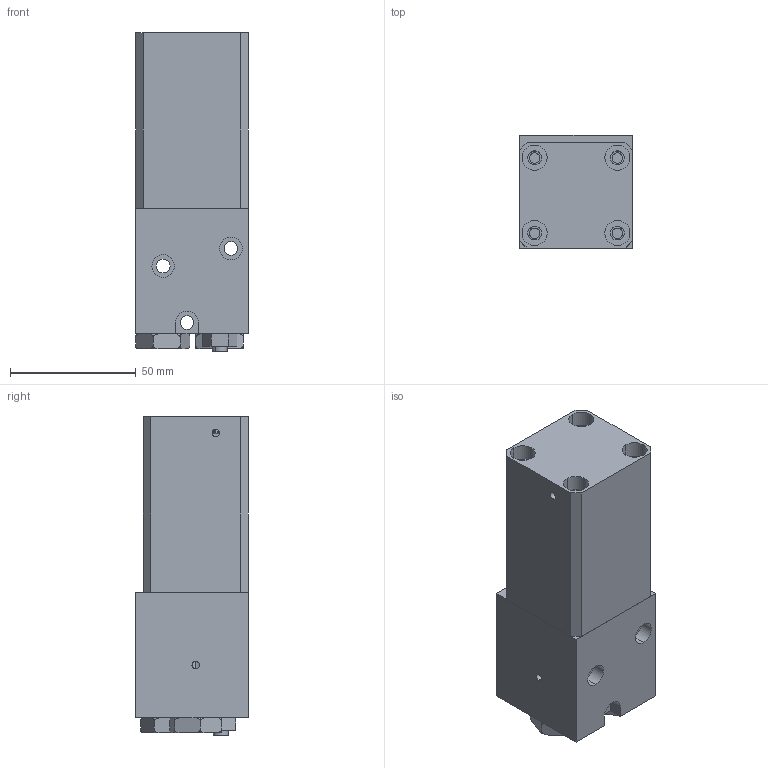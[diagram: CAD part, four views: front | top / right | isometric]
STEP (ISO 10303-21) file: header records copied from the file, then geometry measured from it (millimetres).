
FILE_DESCRIPTION (( 'STEP AP203' ), '1' );
FILE_NAME ('SV蚾饜极.STEP', '2018-10-11T01:13:16', ( '' ), ( '' ), 'SwSTEP 2.0', 'SolidWorks 2017', '' );
FILE_SCHEMA (( 'CONFIG_CONTROL_DESIGN' ));
Length unit declared in the file: millimetre
Products named in the file (14): 掛极裔2; 黑芛; SVЧ薯粟銅; 結え; 覃誹概; 蹟簽; 概郋2; 傻粣; 覃誹簽; SV蚾饜极; 掛极; 种粣; 蟀諉粣; 活塞杆
Assembly tree (15 placements, depth 2):
  SV蚾饜极
    掛极裔2
    概郋2
    結え  x2
    傻粣
    活塞杆
    黑芛  x2
    蟀諉粣
    覃誹概
    覃誹簽
    种粣
    掛极
    SVЧ薯粟銅
    蹟簽
Bounding box: 45.02 x 45 x 127 mm (x, y, z)
Volume: 195306.5 mm3; surface area: 74876.6 mm2
Topology: 15 solids, 15 shells, 516 faces, 1205 edges, 764 vertices
Faces by surface type: cylinder 275, plane 153, torus 46, cone 38, bspline 4
Entity records: 20161 total; most frequent: CARTESIAN_POINT 7817, DIRECTION 2359, ORIENTED_EDGE 2146, EDGE_CURVE 1073, AXIS2_PLACEMENT_3D 978, VERTEX_POINT 684, EDGE_LOOP 587, CIRCLE 502
